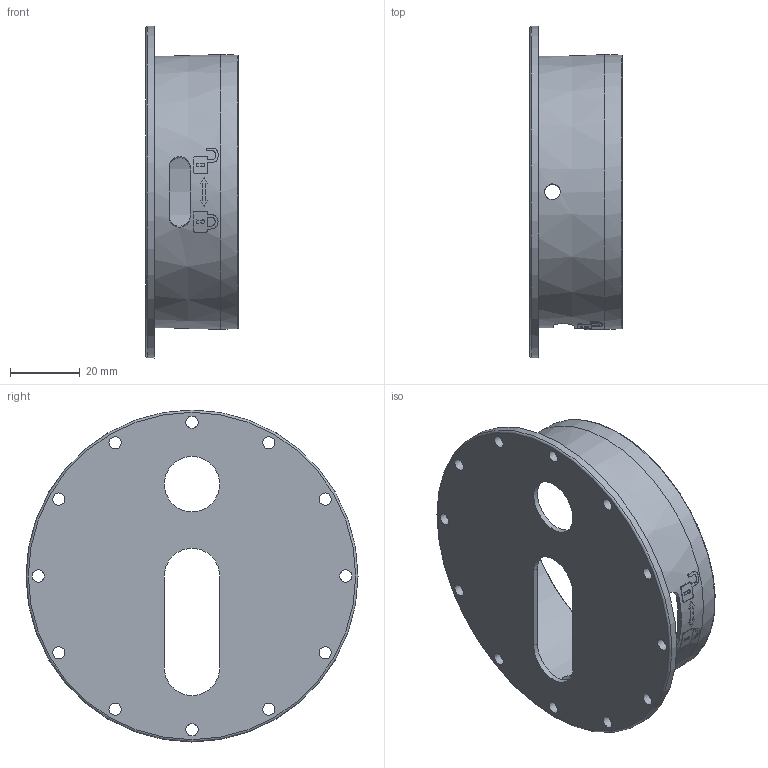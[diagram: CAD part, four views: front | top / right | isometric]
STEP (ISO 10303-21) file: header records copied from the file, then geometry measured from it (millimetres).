
FILE_DESCRIPTION(('STEP AP214'),'1');
FILE_NAME('Part 1XL.stp','2019-05-24T15:29:26',(' '),(' '),'Spatial InterOp 3D',' ',' ');
FILE_SCHEMA(('automotive_design'));
Length unit declared in the file: metre
Products named in the file (1): 1
Bounding box: 26.5 x 95 x 95 mm (x, y, z)
Volume: 19030 mm3; surface area: 25200.3 mm2
Topology: 1 solids, 1 shells, 106 faces, 307 edges, 209 vertices
Faces by surface type: plane 46, cylinder 36, torus 15, cone 9
Full cylindrical faces by diameter (mm): 3.5 x12, 4.5 x2, 15.843 x1, 75.584 x1
Entity records: 6165 total; most frequent: CARTESIAN_POINT 1585, DIRECTION 522, ORIENTED_EDGE 496, STYLED_ITEM 331, PRESENTATION_STYLE_ASSIGNMENT 331, COLOUR_RGB 331, EDGE_CURVE 248, CURVE_STYLE 225
